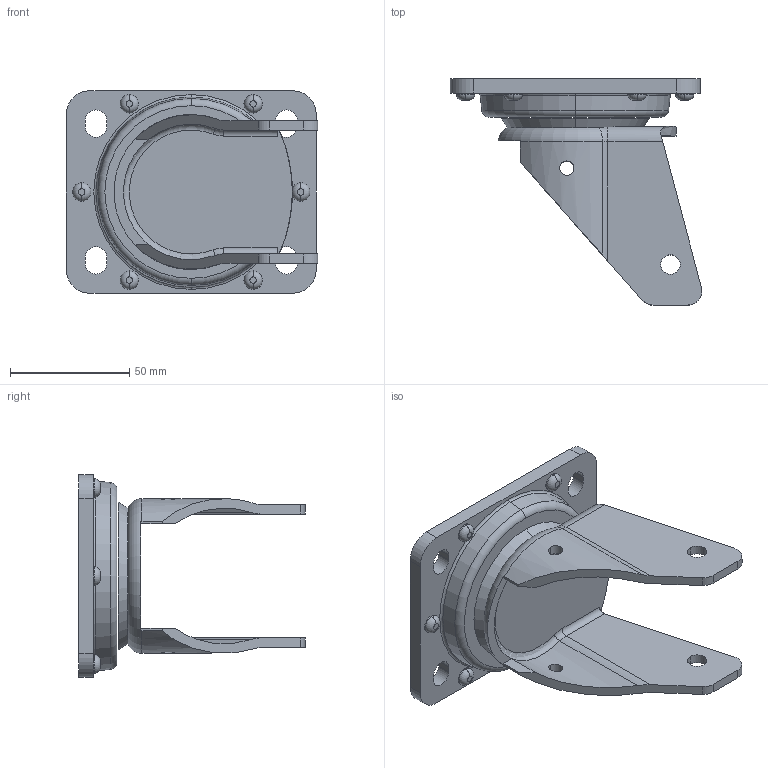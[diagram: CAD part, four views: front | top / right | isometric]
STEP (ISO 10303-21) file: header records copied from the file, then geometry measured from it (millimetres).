
FILE_DESCRIPTION (( 'STEP AP214' ), '1' );
FILE_NAME ('0019368BRL.step', '2023-02-15T09:13:53', ( '' ), ( '' ), 'SwSTEP 2.0', 'SolidWorks 2020', '' );
FILE_SCHEMA (( 'AUTOMOTIVE_DESIGN' ));
Length unit declared in the file: millimetre
Products named in the file (1): 0019368BRL
Bounding box: 105.67 x 95 x 85 mm (x, y, z)
Surface area: 41678.1 mm2 (no closed solid volume)
Topology: 0 solids, 6 shells, 150 faces, 369 edges, 238 vertices
Faces by surface type: cylinder 77, plane 47, torus 22, cone 4
Entity records: 4822 total; most frequent: CARTESIAN_POINT 1098, DIRECTION 832, ORIENTED_EDGE 718, EDGE_CURVE 369, AXIS2_PLACEMENT_3D 340, VERTEX_POINT 238, CIRCLE 189, EDGE_LOOP 183
